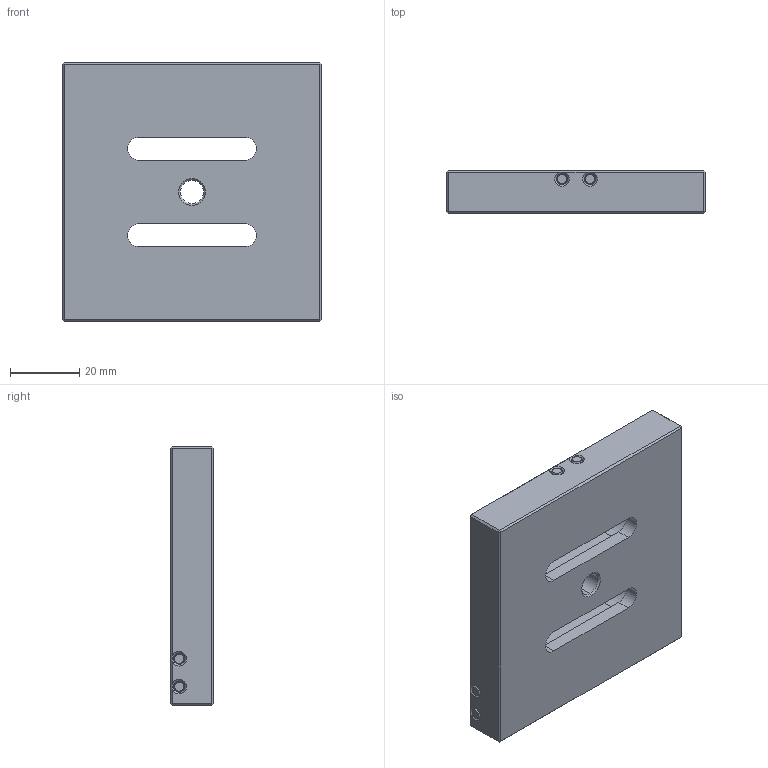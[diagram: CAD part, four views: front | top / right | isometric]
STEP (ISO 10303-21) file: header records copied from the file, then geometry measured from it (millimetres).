
FILE_DESCRIPTION (( 'STEP AP214' ), '1' );
FILE_NAME ('0472-E0W.STEP', '2019-06-17T13:00:45', ( '' ), ( '' ), 'SwSTEP 2.0', 'SolidWorks 2018', '' );
FILE_SCHEMA (( 'AUTOMOTIVE_DESIGN' ));
Length unit declared in the file: millimetre
Products named in the file (1): 0472-E0W
Bounding box: 75.01 x 12.32 x 75.01 mm (x, y, z)
Volume: 56857.7 mm3; surface area: 18862 mm2
Topology: 9 solids, 9 shells, 365 faces, 931 edges, 582 vertices
Faces by surface type: plane 164, cylinder 68, cone 66, bspline 59, torus 8
Entity records: 15624 total; most frequent: CARTESIAN_POINT 3032, ORIENTED_EDGE 1838, DIRECTION 1591, EDGE_CURVE 919, VERTEX_POINT 582, VECTOR 549, LINE 549, AXIS2_PLACEMENT_3D 521
